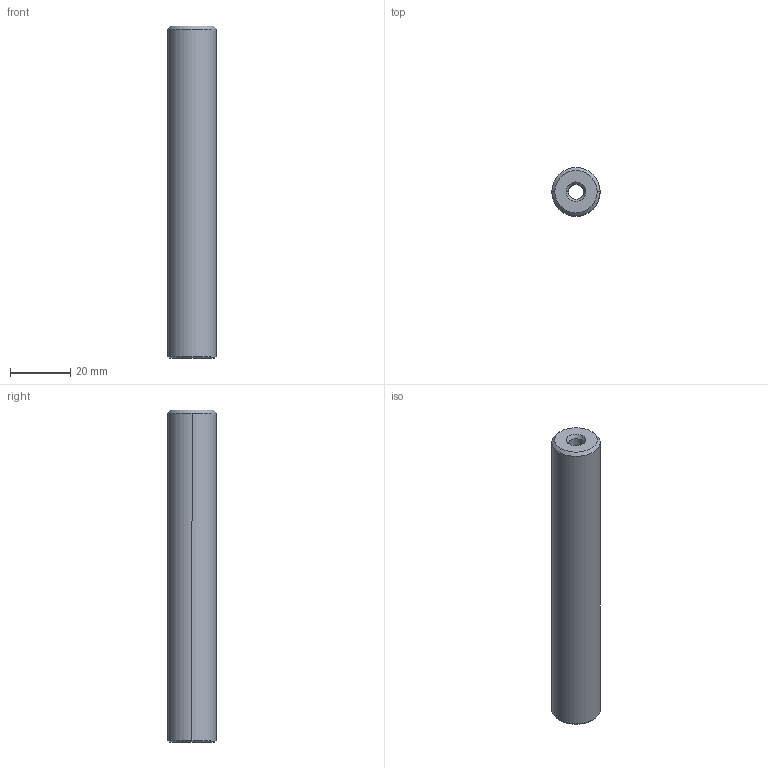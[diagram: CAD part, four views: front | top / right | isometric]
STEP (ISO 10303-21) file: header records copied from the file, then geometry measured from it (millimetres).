
FILE_DESCRIPTION((''),'2;1');
FILE_NAME('IMX16-S16L110C','2022-09-22T10:45:04',('tlyh4'),('PTC Japan'),'CREO PARAMETRIC BY PTC INC, 2018500','CREO PARAMETRIC BY PTC INC, 2018500','');
FILE_SCHEMA(('AUTOMOTIVE_DESIGN { 1 0 10303 214 1 1 1 1 }'));
Length unit declared in the file: millimetre
Products named in the file (1): IMX16-S16L110C
Bounding box: 16 x 16 x 110 mm (x, y, z)
Volume: 19027.9 mm3; surface area: 7791.9 mm2
Topology: 1 solids, 1 shells, 20 faces, 52 edges, 36 vertices
Faces by surface type: cone 10, cylinder 6, plane 4
Entity records: 902 total; most frequent: DIRECTION 136, CARTESIAN_POINT 114, ORIENTED_EDGE 104, AXIS2_PLACEMENT_3D 60, PRESENTATION_STYLE_ASSIGNMENT 56, STYLED_ITEM 56, CURVE_STYLE 55, EDGE_CURVE 52
